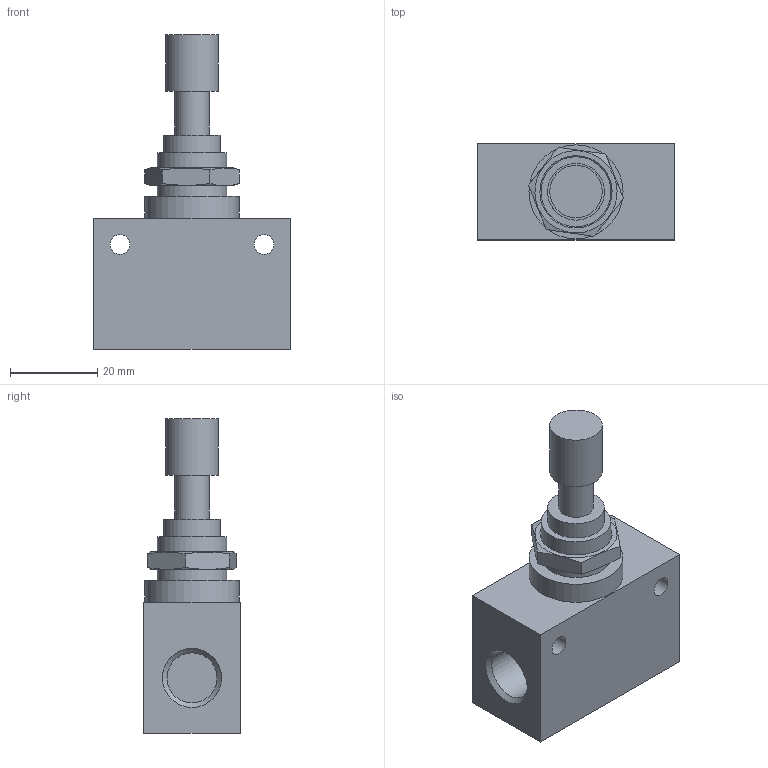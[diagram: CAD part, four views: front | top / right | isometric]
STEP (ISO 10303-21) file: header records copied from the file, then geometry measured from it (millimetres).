
FILE_DESCRIPTION((''),'2;1');
FILE_NAME('6_01_14N.stp','2012-07-14T10:30:47',('locatst1'),(''),'Autodesk Inventor 2012','Autodesk Inventor 2012','');
FILE_SCHEMA(('AUTOMOTIVE_DESIGN { 1 0 10303 214 1 1 1 1 }'));
Length unit declared in the file: millimetre
Products named in the file (3): 6_01_14N; 6_01_14N(A); 6_01_14N(B)
Assembly tree (2 placements, depth 2):
  6_01_14N
    6_01_14N(A)
    6_01_14N(B)
Bounding box: 45 x 22 x 72 mm (x, y, z)
Volume: 33534 mm3; surface area: 9844.6 mm2
Topology: 2 solids, 2 shells, 37 faces, 73 edges, 47 vertices
Faces by surface type: plane 21, cylinder 10, cone 6
Full cylindrical faces by diameter (mm): 4.5 x2, 8 x1, 11.445 x2, 12 x1, 13 x1, 15 x1, 16 x1, 21.5 x1
Entity records: 953 total; most frequent: CARTESIAN_POINT 168, DIRECTION 154, ORIENTED_EDGE 112, AXIS2_PLACEMENT_3D 68, EDGE_LOOP 66, EDGE_CURVE 56, VERTEX_POINT 46, FACE_OUTER_BOUND 37
